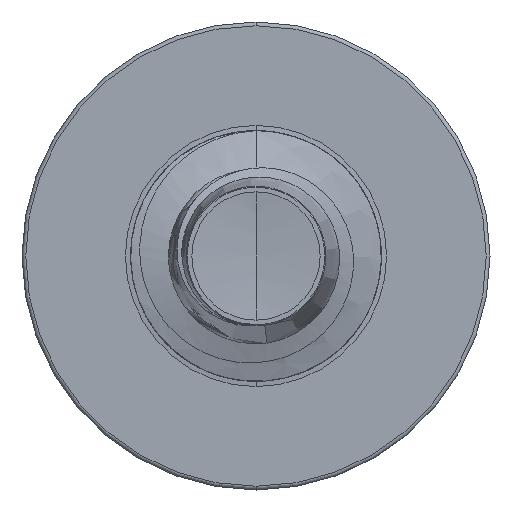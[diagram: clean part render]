
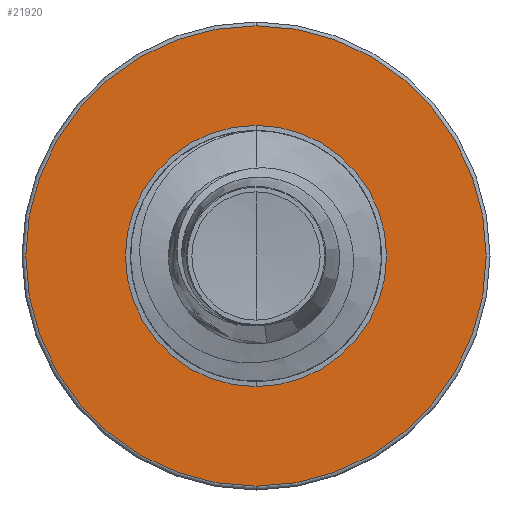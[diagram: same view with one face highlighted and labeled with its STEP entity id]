
A CAD part, front view. The second image highlights one B-rep face of the part: STEP entity #21920.
In plain terms, the highlighted planar face has unit normal (0, -1, 0).
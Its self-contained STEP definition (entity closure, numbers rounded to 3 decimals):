
#1709 = ORIENTED_EDGE ( 'NONE', *, *, #19058, .F. ) ;
#1921 = EDGE_CURVE ( 'NONE', #23465, #8126, #15771, .T. ) ;
#3006 = FACE_OUTER_BOUND ( 'NONE', #11822, .T. ) ;
#3691 = FACE_BOUND ( 'NONE', #10693, .T. ) ;
#4032 = CIRCLE ( 'NONE', #11078, 2.755 ) ;
#4121 = ORIENTED_EDGE ( 'NONE', *, *, #18879, .T. ) ;
#4222 = CARTESIAN_POINT ( 'NONE',  ( 0., 17.5, -2.755 ) ) ;
#5039 = CARTESIAN_POINT ( 'NONE',  ( 0., 17.5, 1.562 ) ) ;
#5658 = CARTESIAN_POINT ( 'NONE',  ( 0., 17.5, 0. ) ) ;
#5768 = PLANE ( 'NONE',  #5996 ) ;
#5801 = ORIENTED_EDGE ( 'NONE', *, *, #1921, .T. ) ;
#5996 = AXIS2_PLACEMENT_3D ( 'NONE', #16256, #21514, #10245 ) ;
#7789 = DIRECTION ( 'NONE',  ( 0., 0., 1. ) ) ;
#7869 = DIRECTION ( 'NONE',  ( 0., 1., 0. ) ) ;
#7957 = DIRECTION ( 'NONE',  ( 0., 1., 0. ) ) ;
#8126 = VERTEX_POINT ( 'NONE', #5039 ) ;
#9059 = ORIENTED_EDGE ( 'NONE', *, *, #24729, .F. ) ;
#10245 = DIRECTION ( 'NONE',  ( 0., 0., 1. ) ) ;
#10693 = EDGE_LOOP ( 'NONE', ( #4121, #5801 ) ) ;
#11078 = AXIS2_PLACEMENT_3D ( 'NONE', #5658, #19632, #7789 ) ;
#11822 = EDGE_LOOP ( 'NONE', ( #9059, #1709 ) ) ;
#11931 = CIRCLE ( 'NONE', #19090, 1.562 ) ;
#13715 = CARTESIAN_POINT ( 'NONE',  ( 0., 17.5, 2.755 ) ) ;
#15604 = AXIS2_PLACEMENT_3D ( 'NONE', #15672, #15724, #15759 ) ;
#15672 = CARTESIAN_POINT ( 'NONE',  ( 0., 17.5, 0. ) ) ;
#15724 = DIRECTION ( 'NONE',  ( 0., 1., 0. ) ) ;
#15759 = DIRECTION ( 'NONE',  ( 0., 0., 1. ) ) ;
#15771 = CIRCLE ( 'NONE', #15604, 1.562 ) ;
#16256 = CARTESIAN_POINT ( 'NONE',  ( 0., 17.5, -1.562 ) ) ;
#17233 = CIRCLE ( 'NONE', #22297, 2.755 ) ;
#18879 = EDGE_CURVE ( 'NONE', #8126, #23465, #11931, .T. ) ;
#19058 = EDGE_CURVE ( 'NONE', #19932, #23696, #17233, .T. ) ;
#19090 = AXIS2_PLACEMENT_3D ( 'NONE', #19698, #7869, #21289 ) ;
#19632 = DIRECTION ( 'NONE',  ( 0., 1., 0. ) ) ;
#19698 = CARTESIAN_POINT ( 'NONE',  ( 0., 17.5, 0. ) ) ;
#19775 = CARTESIAN_POINT ( 'NONE',  ( 0., 17.5, 0. ) ) ;
#19932 = VERTEX_POINT ( 'NONE', #4222 ) ;
#20578 = CARTESIAN_POINT ( 'NONE',  ( 0., 17.5, -1.562 ) ) ;
#21289 = DIRECTION ( 'NONE',  ( 0., 0., 1. ) ) ;
#21356 = DIRECTION ( 'NONE',  ( 0., 0., 1. ) ) ;
#21514 = DIRECTION ( 'NONE',  ( 0., 1., 0. ) ) ;
#21920 = ADVANCED_FACE ( 'NONE', ( #3006, #3691 ), #5768, .F. ) ;
#22297 = AXIS2_PLACEMENT_3D ( 'NONE', #19775, #7957, #21356 ) ;
#23465 = VERTEX_POINT ( 'NONE', #20578 ) ;
#23696 = VERTEX_POINT ( 'NONE', #13715 ) ;
#24729 = EDGE_CURVE ( 'NONE', #23696, #19932, #4032, .T. ) ;
